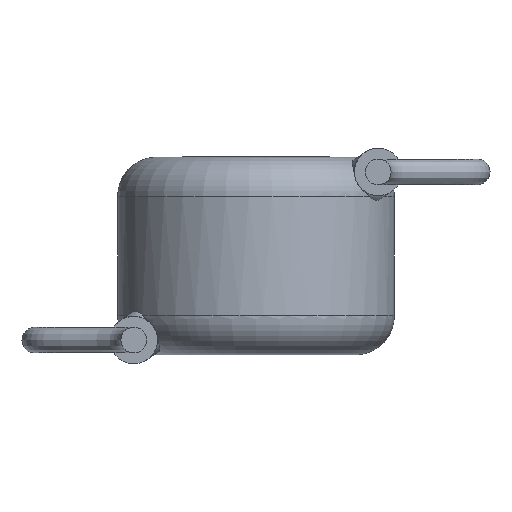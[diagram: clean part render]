
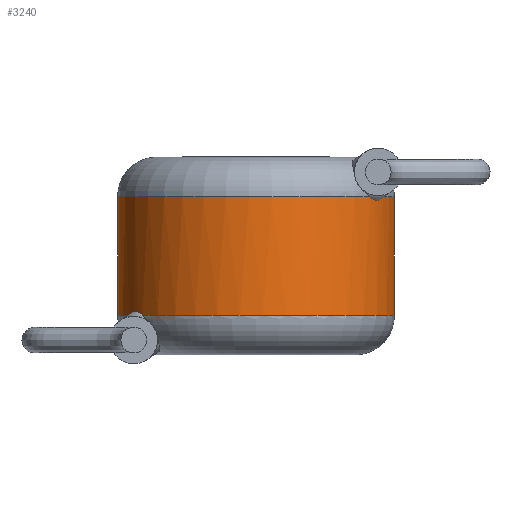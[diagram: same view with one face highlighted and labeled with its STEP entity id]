
A CAD part, front view. The second image highlights one B-rep face of the part: STEP entity #3240.
In plain terms, the highlighted cylindrical face has radius 3.5 mm (diameter 7 mm), a partial arc.
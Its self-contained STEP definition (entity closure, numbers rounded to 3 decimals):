
#72 = ORIENTED_EDGE ( 'NONE', *, *, #1095, .F. ) ;
#261 = CARTESIAN_POINT ( 'NONE',  ( 0., 0., 5. ) ) ;
#282 = DIRECTION ( 'NONE',  ( 0., 0., -1. ) ) ;
#380 = EDGE_CURVE ( 'NONE', #1009, #3050, #1510, .T. ) ;
#438 = DIRECTION ( 'NONE',  ( 0., 0., 1. ) ) ;
#482 = DIRECTION ( 'NONE',  ( 1., 0., 0. ) ) ;
#508 = DIRECTION ( 'NONE',  ( 1., 0., 0. ) ) ;
#559 = CARTESIAN_POINT ( 'NONE',  ( -3.5, 0., 5. ) ) ;
#627 = EDGE_CURVE ( 'NONE', #2295, #3602, #1465, .T. ) ;
#712 = B_SPLINE_CURVE_WITH_KNOTS ( 'NONE', 3,
 ( #817, #1476, #1793, #3138, #2826, #3108 ),
 .UNSPECIFIED., .F., .F.,
 ( 4, 2, 4 ),
 ( 0., 0., 0.001 ),
 .UNSPECIFIED. ) ;
#785 = VECTOR ( 'NONE', #1024, 1000. ) ;
#817 = CARTESIAN_POINT ( 'NONE',  ( 3.199, -1.419, 4. ) ) ;
#910 = CARTESIAN_POINT ( 'NONE',  ( 3.5, 0., 4. ) ) ;
#1002 = EDGE_CURVE ( 'NONE', #3711, #2295, #1402, .T. ) ;
#1009 = VERTEX_POINT ( 'NONE', #4128 ) ;
#1024 = DIRECTION ( 'NONE',  ( 0., 0., -1. ) ) ;
#1095 = EDGE_CURVE ( 'NONE', #1630, #3602, #1648, .T. ) ;
#1169 = CARTESIAN_POINT ( 'NONE',  ( -2.865, -2.01, 1. ) ) ;
#1385 = VERTEX_POINT ( 'NONE', #2134 ) ;
#1402 = B_SPLINE_CURVE_WITH_KNOTS ( 'NONE', 3,
 ( #1950, #3219, #2536, #1909, #3860, #3848 ),
 .UNSPECIFIED., .F., .F.,
 ( 4, 2, 4 ),
 ( 0., 0., 0.001 ),
 .UNSPECIFIED. ) ;
#1465 = CIRCLE ( 'NONE', #2958, 3.5 ) ;
#1476 = CARTESIAN_POINT ( 'NONE',  ( 3.159, -1.51, 3.933 ) ) ;
#1510 = LINE ( 'NONE', #559, #2136 ) ;
#1531 = ORIENTED_EDGE ( 'NONE', *, *, #3858, .T. ) ;
#1559 = AXIS2_PLACEMENT_3D ( 'NONE', #2040, #2667, #2363 ) ;
#1630 = VERTEX_POINT ( 'NONE', #910 ) ;
#1648 = LINE ( 'NONE', #1684, #785 ) ;
#1684 = CARTESIAN_POINT ( 'NONE',  ( 3.5, 0., 5. ) ) ;
#1735 = EDGE_LOOP ( 'NONE', ( #72, #3907, #3126, #3081, #3261, #1531, #1943, #2248 ) ) ;
#1793 = CARTESIAN_POINT ( 'NONE',  ( 3.106, -1.617, 3.902 ) ) ;
#1863 = CARTESIAN_POINT ( 'NONE',  ( 0., 0., 4. ) ) ;
#1881 = DIRECTION ( 'NONE',  ( 1., 0., 0. ) ) ;
#1909 = CARTESIAN_POINT ( 'NONE',  ( -2.989, -1.825, 1.091 ) ) ;
#1943 = ORIENTED_EDGE ( 'NONE', *, *, #1002, .T. ) ;
#1950 = CARTESIAN_POINT ( 'NONE',  ( -3.199, -1.419, 1. ) ) ;
#2040 = CARTESIAN_POINT ( 'NONE',  ( 0., 0., 4. ) ) ;
#2134 = CARTESIAN_POINT ( 'NONE',  ( 2.865, -2.01, 4. ) ) ;
#2136 = VECTOR ( 'NONE', #3089, 1000. ) ;
#2208 = CIRCLE ( 'NONE', #3880, 3.5 ) ;
#2219 = CIRCLE ( 'NONE', #2574, 3.5 ) ;
#2248 = ORIENTED_EDGE ( 'NONE', *, *, #627, .T. ) ;
#2295 = VERTEX_POINT ( 'NONE', #1169 ) ;
#2298 = CARTESIAN_POINT ( 'NONE',  ( -3.5, 0., 1. ) ) ;
#2321 = DIRECTION ( 'NONE',  ( -1., 0., 0. ) ) ;
#2336 = CARTESIAN_POINT ( 'NONE',  ( 3.5, 0., 1. ) ) ;
#2363 = DIRECTION ( 'NONE',  ( 1., 0., 0. ) ) ;
#2391 = CARTESIAN_POINT ( 'NONE',  ( 0., 0., 1. ) ) ;
#2536 = CARTESIAN_POINT ( 'NONE',  ( -3.106, -1.617, 1.098 ) ) ;
#2574 = AXIS2_PLACEMENT_3D ( 'NONE', #1863, #4099, #508 ) ;
#2667 = DIRECTION ( 'NONE',  ( 0., 0., -1. ) ) ;
#2691 = CARTESIAN_POINT ( 'NONE',  ( -3.199, -1.419, 1. ) ) ;
#2723 = AXIS2_PLACEMENT_3D ( 'NONE', #261, #282, #2321 ) ;
#2826 = CARTESIAN_POINT ( 'NONE',  ( 2.926, -1.923, 3.946 ) ) ;
#2945 = VERTEX_POINT ( 'NONE', #3724 ) ;
#2958 = AXIS2_PLACEMENT_3D ( 'NONE', #3162, #3497, #1881 ) ;
#3014 = FACE_OUTER_BOUND ( 'NONE', #1735, .T. ) ;
#3050 = VERTEX_POINT ( 'NONE', #2298 ) ;
#3081 = ORIENTED_EDGE ( 'NONE', *, *, #3270, .T. ) ;
#3089 = DIRECTION ( 'NONE',  ( 0., 0., -1. ) ) ;
#3108 = CARTESIAN_POINT ( 'NONE',  ( 2.865, -2.01, 4. ) ) ;
#3126 = ORIENTED_EDGE ( 'NONE', *, *, #3839, .T. ) ;
#3138 = CARTESIAN_POINT ( 'NONE',  ( 2.989, -1.825, 3.909 ) ) ;
#3161 = EDGE_CURVE ( 'NONE', #1630, #2945, #2219, .T. ) ;
#3162 = CARTESIAN_POINT ( 'NONE',  ( 0., 0., 1. ) ) ;
#3219 = CARTESIAN_POINT ( 'NONE',  ( -3.159, -1.51, 1.067 ) ) ;
#3240 = ADVANCED_FACE ( 'NONE', ( #3014 ), #3720, .T. ) ;
#3261 = ORIENTED_EDGE ( 'NONE', *, *, #380, .T. ) ;
#3270 = EDGE_CURVE ( 'NONE', #1385, #1009, #3623, .T. ) ;
#3497 = DIRECTION ( 'NONE',  ( 0., 0., 1. ) ) ;
#3602 = VERTEX_POINT ( 'NONE', #2336 ) ;
#3623 = CIRCLE ( 'NONE', #1559, 3.5 ) ;
#3711 = VERTEX_POINT ( 'NONE', #2691 ) ;
#3720 = CYLINDRICAL_SURFACE ( 'NONE', #2723, 3.5 ) ;
#3724 = CARTESIAN_POINT ( 'NONE',  ( 3.199, -1.419, 4. ) ) ;
#3839 = EDGE_CURVE ( 'NONE', #2945, #1385, #712, .T. ) ;
#3848 = CARTESIAN_POINT ( 'NONE',  ( -2.865, -2.01, 1. ) ) ;
#3858 = EDGE_CURVE ( 'NONE', #3050, #3711, #2208, .T. ) ;
#3860 = CARTESIAN_POINT ( 'NONE',  ( -2.926, -1.923, 1.054 ) ) ;
#3880 = AXIS2_PLACEMENT_3D ( 'NONE', #2391, #438, #482 ) ;
#3907 = ORIENTED_EDGE ( 'NONE', *, *, #3161, .T. ) ;
#4099 = DIRECTION ( 'NONE',  ( 0., 0., -1. ) ) ;
#4128 = CARTESIAN_POINT ( 'NONE',  ( -3.5, 0., 4. ) ) ;
